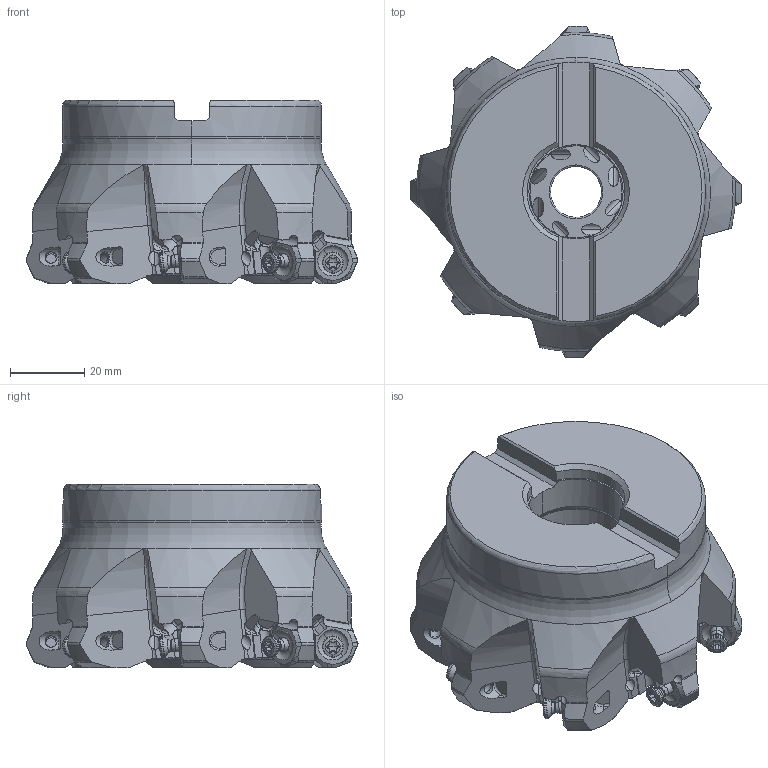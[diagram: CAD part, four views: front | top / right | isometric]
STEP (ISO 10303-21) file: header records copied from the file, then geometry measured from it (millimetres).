
FILE_DESCRIPTION(/* description */ (''),/* implementation_level */ '2;1');
FILE_NAME(/* name */ 'AHX475SUR0308CA.stp',/* time_stamp */ '2017-10-10T15:50:51+09:00',/* author */ (''),/* organization */ (''),/* preprocessor_version */ 'ST-DEVELOPER v16',/* originating_system */ 'SIEMENS PLM Software NX 10.0',/* authorisation */ '');
FILE_SCHEMA (('AUTOMOTIVE_DESIGN { 1 0 10303 214 3 1 1 1 }'));
Length unit declared in the file: millimetre
Products named in the file (1): AHX475SUR0308CA_ASM
Bounding box: 89.47 x 89.48 x 49.48 mm (x, y, z)
Volume: 178357.7 mm3; surface area: 30847.1 mm2
Topology: 9 solids, 9 shells, 1081 faces, 3120 edges, 2042 vertices
Faces by surface type: cylinder 420, torus 232, plane 221, cone 112, extrusion 48, bspline 32, sphere 16
Entity records: 44336 total; most frequent: CARTESIAN_POINT 16228, ORIENTED_EDGE 6208, DIRECTION 5689, EDGE_CURVE 3104, AXIS2_PLACEMENT_3D 2401, VERTEX_POINT 2042, CIRCLE 1136, EDGE_LOOP 1116
